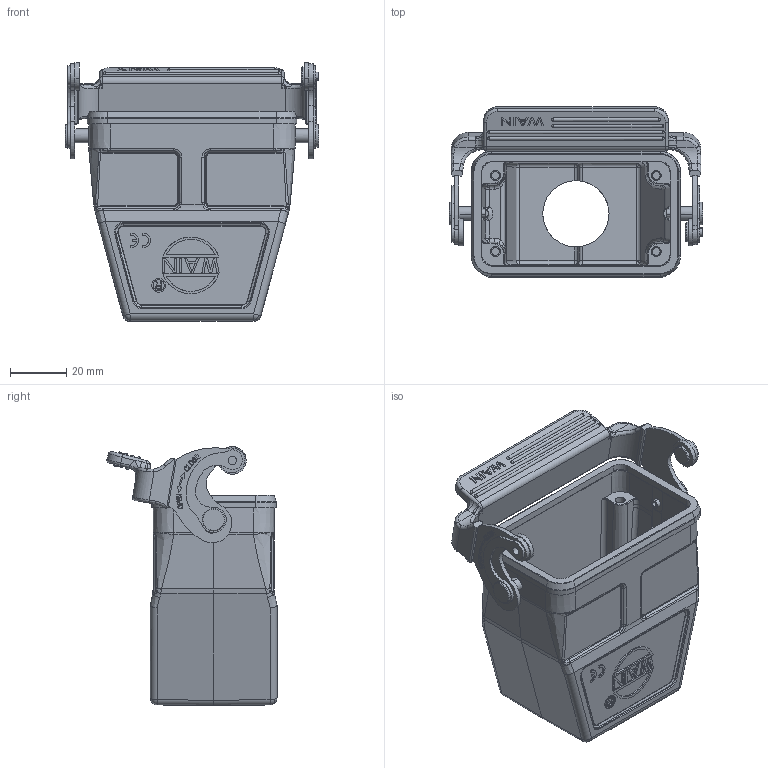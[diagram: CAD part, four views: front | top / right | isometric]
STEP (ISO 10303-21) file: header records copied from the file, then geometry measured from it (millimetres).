
FILE_DESCRIPTION(/* description */ (''),/* implementation_level */ '2;1');
FILE_NAME(/* name */ '3D_1240107215003_HV10B-CCTH-1L_SC-M25_V1.1.stp',/* time_stamp */ '2023-12-29T10:26:14+08:00',/* author */ (''),/* organization */ (''),/* preprocessor_version */ 'ST-DEVELOPER v18.1',/* originating_system */ 'SIEMENS PLM Software NX 1980',/* authorisation */ '');
FILE_SCHEMA (('AUTOMOTIVE_DESIGN { 1 0 10303 214 3 1 1 1 }'));
Products named in the file (1): 14592E2886C7em1o
Bounding box: 90.05 x 60.34 x 91.88 mm (x, y, z)
Volume: 75388.6 mm3; surface area: 43207.9 mm2
Topology: 3 solids, 3 shells, 1495 faces, 3965 edges, 2531 vertices
Faces by surface type: plane 599, cylinder 530, torus 132, cone 79, bspline 75, extrusion 40, sphere 38, revolution 2
Entity records: 53616 total; most frequent: CARTESIAN_POINT 19313, ORIENTED_EDGE 7862, DIRECTION 6019, EDGE_CURVE 3931, VERTEX_POINT 2531, AXIS2_PLACEMENT_3D 2194, VECTOR 1629, EDGE_LOOP 1606
